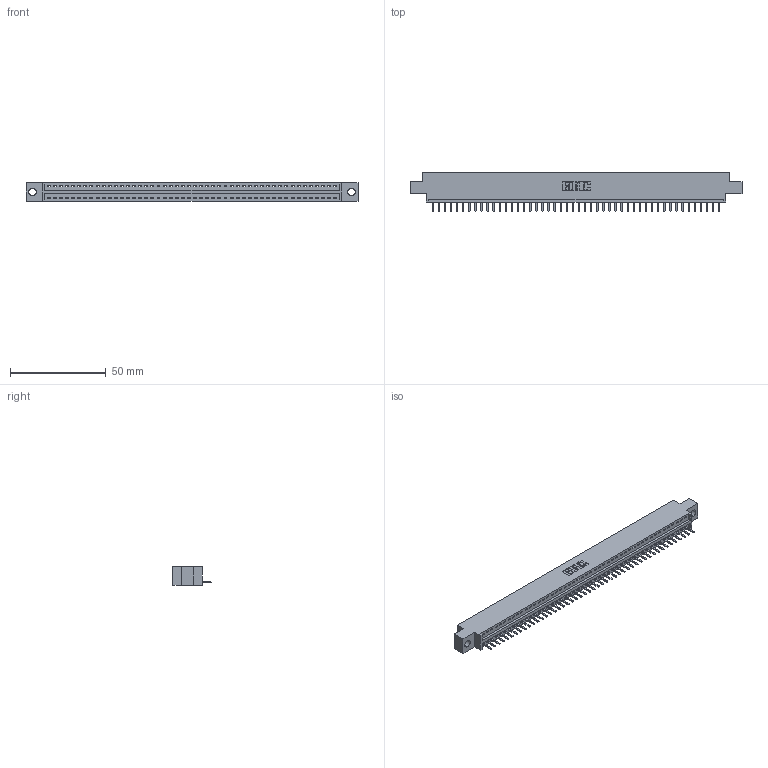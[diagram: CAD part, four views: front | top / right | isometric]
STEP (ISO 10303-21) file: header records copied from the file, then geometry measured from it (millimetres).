
FILE_DESCRIPTION (( 'STEP AP203' ), '1' );
FILE_NAME ('346-048-520-604.STEP', '2022-05-09T22:59:28', ( '' ), ( '' ), 'SwSTEP 2.0', 'SolidWorks 2020', '' );
FILE_SCHEMA (( 'CONFIG_CONTROL_DESIGN' ));
Length unit declared in the file: inch
Products named in the file (3): 345-292-001_345-293-120; 346-048-520-604; 346 Part_0.170 Offset - 0.156 Dia-TH
Assembly tree (49 placements, depth 2):
  346-048-520-604
    346 Part_0.170 Offset - 0.156 Dia-TH
    345-292-001_345-293-120  x48
Bounding box: 172.97 x 20.02 x 9.4 mm (x, y, z)
Volume: 16200.1 mm3; surface area: 19849.5 mm2
Topology: 49 solids, 49 shells, 3116 faces, 9209 edges, 6010 vertices
Faces by surface type: plane 2110, cylinder 1006
Entity records: 29647 total; most frequent: CARTESIAN_POINT 5102, ORIENTED_EDGE 5070, DIRECTION 4479, EDGE_CURVE 2535, VECTOR 2207, LINE 2207, VERTEX_POINT 1686, AXIS2_PLACEMENT_3D 1136
